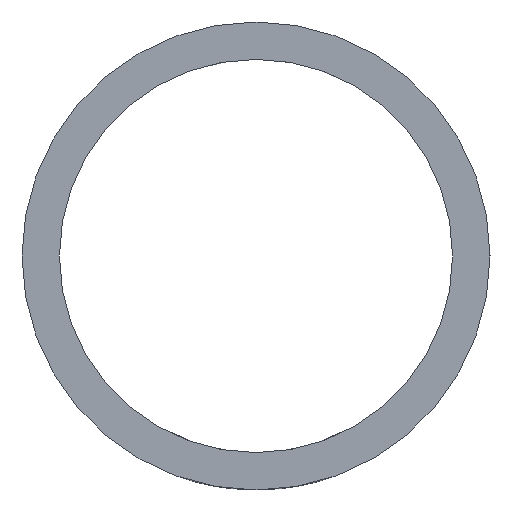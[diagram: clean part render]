
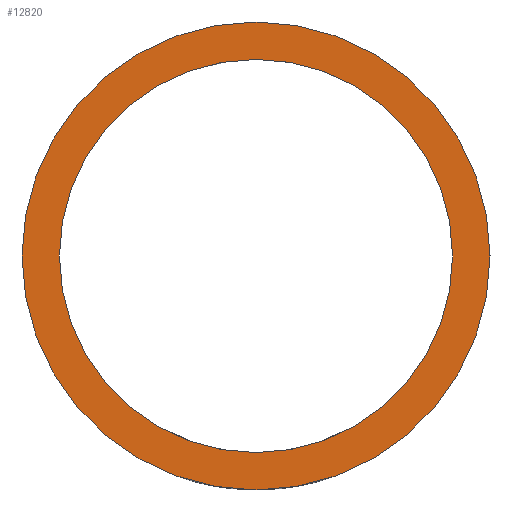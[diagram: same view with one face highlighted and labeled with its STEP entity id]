
A CAD part, left-side view. The second image highlights one B-rep face of the part: STEP entity #12820.
In plain terms, the highlighted planar face has unit normal (-1, 0, 0).
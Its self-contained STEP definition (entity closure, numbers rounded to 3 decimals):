
#226 = ORIENTED_EDGE ( 'NONE', *, *, #8880, .T. ) ;
#549 = AXIS2_PLACEMENT_3D ( 'NONE', #2834, #14793, #1623 ) ;
#577 = AXIS2_PLACEMENT_3D ( 'NONE', #5572, #12736, #6821 ) ;
#944 = VERTEX_POINT ( 'NONE', #2687 ) ;
#1097 = ORIENTED_EDGE ( 'NONE', *, *, #9983, .F. ) ;
#1623 = DIRECTION ( 'NONE',  ( 0., 0., -1. ) ) ;
#2322 = CARTESIAN_POINT ( 'NONE',  ( -1050., 0., 0. ) ) ;
#2550 = VERTEX_POINT ( 'NONE', #13481 ) ;
#2687 = CARTESIAN_POINT ( 'NONE',  ( -1050., 0., -10.5 ) ) ;
#2834 = CARTESIAN_POINT ( 'NONE',  ( -1050., 0., 0. ) ) ;
#2849 = EDGE_CURVE ( 'NONE', #944, #14938, #11607, .T. ) ;
#3524 = DIRECTION ( 'NONE',  ( 0., 0., -1. ) ) ;
#3767 = DIRECTION ( 'NONE',  ( 1., 0., 0. ) ) ;
#3939 = EDGE_LOOP ( 'NONE', ( #1097, #7374 ) ) ;
#4381 = AXIS2_PLACEMENT_3D ( 'NONE', #7430, #3767, #4961 ) ;
#4483 = ORIENTED_EDGE ( 'NONE', *, *, #2849, .T. ) ;
#4906 = DIRECTION ( 'NONE',  ( 0., 0., -1. ) ) ;
#4961 = DIRECTION ( 'NONE',  ( 0., 0., -1. ) ) ;
#5073 = PLANE ( 'NONE',  #4381 ) ;
#5572 = CARTESIAN_POINT ( 'NONE',  ( -1050., 0., 0. ) ) ;
#5979 = DIRECTION ( 'NONE',  ( 1., 0., 0. ) ) ;
#6162 = CIRCLE ( 'NONE', #14709, 12.5 ) ;
#6313 = FACE_BOUND ( 'NONE', #12401, .T. ) ;
#6493 = FACE_OUTER_BOUND ( 'NONE', #3939, .T. ) ;
#6821 = DIRECTION ( 'NONE',  ( 0., 0., -1. ) ) ;
#6878 = CARTESIAN_POINT ( 'NONE',  ( -1050., 0., 10.5 ) ) ;
#7293 = CIRCLE ( 'NONE', #549, 10.5 ) ;
#7374 = ORIENTED_EDGE ( 'NONE', *, *, #14073, .F. ) ;
#7430 = CARTESIAN_POINT ( 'NONE',  ( -1050., 0., 0. ) ) ;
#8880 = EDGE_CURVE ( 'NONE', #14938, #944, #7293, .T. ) ;
#9360 = CIRCLE ( 'NONE', #577, 12.5 ) ;
#9983 = EDGE_CURVE ( 'NONE', #12107, #2550, #6162, .T. ) ;
#11607 = CIRCLE ( 'NONE', #13284, 10.5 ) ;
#11702 = DIRECTION ( 'NONE',  ( 1., 0., 0. ) ) ;
#12107 = VERTEX_POINT ( 'NONE', #14668 ) ;
#12401 = EDGE_LOOP ( 'NONE', ( #226, #4483 ) ) ;
#12736 = DIRECTION ( 'NONE',  ( 1., 0., 0. ) ) ;
#12820 = ADVANCED_FACE ( 'NONE', ( #6493, #6313 ), #5073, .F. ) ;
#13099 = CARTESIAN_POINT ( 'NONE',  ( -1050., 0., 0. ) ) ;
#13284 = AXIS2_PLACEMENT_3D ( 'NONE', #13099, #5979, #4906 ) ;
#13481 = CARTESIAN_POINT ( 'NONE',  ( -1050., 0., -12.5 ) ) ;
#14073 = EDGE_CURVE ( 'NONE', #2550, #12107, #9360, .T. ) ;
#14668 = CARTESIAN_POINT ( 'NONE',  ( -1050., 0., 12.5 ) ) ;
#14709 = AXIS2_PLACEMENT_3D ( 'NONE', #2322, #11702, #3524 ) ;
#14793 = DIRECTION ( 'NONE',  ( 1., 0., 0. ) ) ;
#14938 = VERTEX_POINT ( 'NONE', #6878 ) ;
